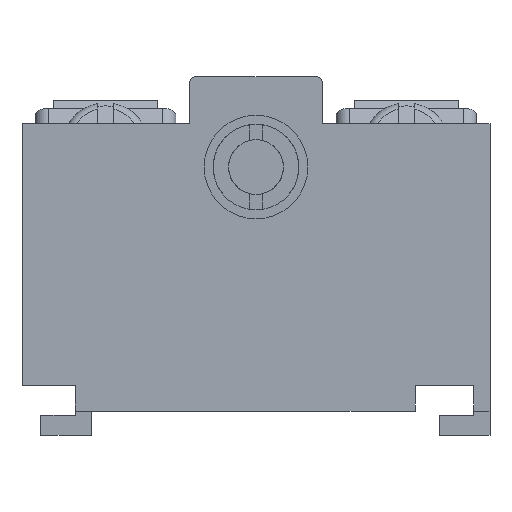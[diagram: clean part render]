
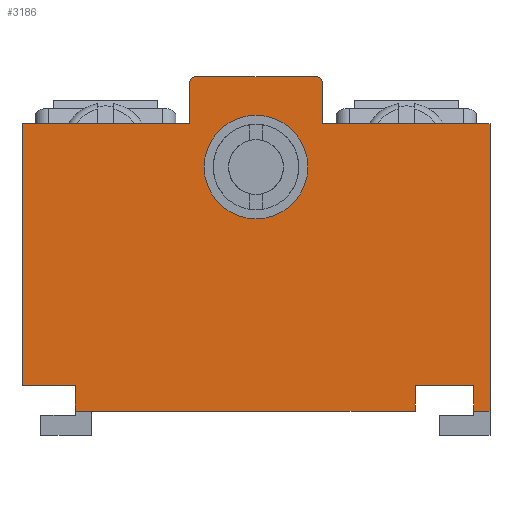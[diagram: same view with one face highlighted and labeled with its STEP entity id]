
A CAD part, front view. The second image highlights one B-rep face of the part: STEP entity #3186.
In plain terms, the highlighted planar face has unit normal (0, -1, 0).
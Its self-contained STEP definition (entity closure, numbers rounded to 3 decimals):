
#30 = ORIENTED_EDGE ( 'NONE', *, *, #2131, .T. ) ;
#118 = VECTOR ( 'NONE', #1821, 1000. ) ;
#164 = CIRCLE ( 'NONE', #5406, 0.5 ) ;
#170 = AXIS2_PLACEMENT_3D ( 'NONE', #6058, #3157, #2225 ) ;
#190 = VECTOR ( 'NONE', #3255, 1000. ) ;
#299 = DIRECTION ( 'NONE',  ( 0., 0., 1. ) ) ;
#355 = EDGE_CURVE ( 'NONE', #1999, #3897, #4585, .T. ) ;
#357 = ORIENTED_EDGE ( 'NONE', *, *, #3812, .F. ) ;
#404 = CARTESIAN_POINT ( 'NONE',  ( -17.5, -11., -10.6 ) ) ;
#428 = EDGE_LOOP ( 'NONE', ( #5273, #3922 ) ) ;
#448 = CARTESIAN_POINT ( 'NONE',  ( 0., -11., 5.75 ) ) ;
#464 = VECTOR ( 'NONE', #5770, 1000. ) ;
#552 = DIRECTION ( 'NONE',  ( 0., 0., -1. ) ) ;
#553 = EDGE_CURVE ( 'NONE', #1506, #752, #4806, .T. ) ;
#567 = CARTESIAN_POINT ( 'NONE',  ( -5., -11., 9. ) ) ;
#574 = CARTESIAN_POINT ( 'NONE',  ( 17.5, -11., -12.5 ) ) ;
#602 = VECTOR ( 'NONE', #6074, 1000. ) ;
#667 = DIRECTION ( 'NONE',  ( 0., 0., -1. ) ) ;
#685 = EDGE_CURVE ( 'NONE', #6040, #4012, #164, .T. ) ;
#742 = CARTESIAN_POINT ( 'NONE',  ( 5., -11., 12.5 ) ) ;
#752 = VERTEX_POINT ( 'NONE', #2146 ) ;
#865 = DIRECTION ( 'NONE',  ( 1., 0., 0. ) ) ;
#909 = CARTESIAN_POINT ( 'NONE',  ( 17.5, -11., 12.5 ) ) ;
#939 = VECTOR ( 'NONE', #667, 1000. ) ;
#1063 = CARTESIAN_POINT ( 'NONE',  ( 16.3, -11., -10.6 ) ) ;
#1065 = VERTEX_POINT ( 'NONE', #1483 ) ;
#1107 = LINE ( 'NONE', #3172, #190 ) ;
#1119 = EDGE_CURVE ( 'NONE', #3236, #2715, #1455, .T. ) ;
#1171 = ORIENTED_EDGE ( 'NONE', *, *, #5700, .T. ) ;
#1197 = VERTEX_POINT ( 'NONE', #3002 ) ;
#1285 = CARTESIAN_POINT ( 'NONE',  ( -4.5, -11., 12.5 ) ) ;
#1313 = LINE ( 'NONE', #5461, #939 ) ;
#1345 = VECTOR ( 'NONE', #1642, 1000. ) ;
#1455 = LINE ( 'NONE', #2606, #3234 ) ;
#1483 = CARTESIAN_POINT ( 'NONE',  ( -13.5, -11., -10.6 ) ) ;
#1493 = CARTESIAN_POINT ( 'NONE',  ( 17.5, -11., 9. ) ) ;
#1506 = VERTEX_POINT ( 'NONE', #4677 ) ;
#1574 = DIRECTION ( 'NONE',  ( 0., 0., 1. ) ) ;
#1585 = EDGE_CURVE ( 'NONE', #752, #1506, #4434, .T. ) ;
#1596 = VERTEX_POINT ( 'NONE', #4365 ) ;
#1642 = DIRECTION ( 'NONE',  ( 0., 0., -1. ) ) ;
#1707 = ORIENTED_EDGE ( 'NONE', *, *, #2421, .T. ) ;
#1748 = CARTESIAN_POINT ( 'NONE',  ( 5., -11., 9. ) ) ;
#1749 = ORIENTED_EDGE ( 'NONE', *, *, #355, .F. ) ;
#1821 = DIRECTION ( 'NONE',  ( 1., 0., 0. ) ) ;
#1924 = DIRECTION ( 'NONE',  ( 0., 1., 0. ) ) ;
#1932 = CARTESIAN_POINT ( 'NONE',  ( -17.5, -11., -10.6 ) ) ;
#1979 = EDGE_CURVE ( 'NONE', #3528, #4950, #2833, .T. ) ;
#1999 = VERTEX_POINT ( 'NONE', #4613 ) ;
#2024 = CARTESIAN_POINT ( 'NONE',  ( 17.5, -11., 12.5 ) ) ;
#2131 = EDGE_CURVE ( 'NONE', #1197, #3447, #5396, .T. ) ;
#2146 = CARTESIAN_POINT ( 'NONE',  ( 0., -11., 1.875 ) ) ;
#2150 = ORIENTED_EDGE ( 'NONE', *, *, #1979, .T. ) ;
#2225 = DIRECTION ( 'NONE',  ( 0., 0., 1. ) ) ;
#2294 = LINE ( 'NONE', #574, #4063 ) ;
#2382 = EDGE_LOOP ( 'NONE', ( #1171, #30, #3917, #4054, #1749, #3819, #3089, #357, #2150, #1707, #3932, #2598, #5339, #3876, #5080, #5035 ) ) ;
#2421 = EDGE_CURVE ( 'NONE', #4950, #4617, #1107, .T. ) ;
#2447 = LINE ( 'NONE', #4425, #6128 ) ;
#2451 = CARTESIAN_POINT ( 'NONE',  ( 11.9, -11., -10.6 ) ) ;
#2598 = ORIENTED_EDGE ( 'NONE', *, *, #1119, .F. ) ;
#2606 = CARTESIAN_POINT ( 'NONE',  ( -17.5, -11., 12.5 ) ) ;
#2646 = VERTEX_POINT ( 'NONE', #2451 ) ;
#2664 = VERTEX_POINT ( 'NONE', #5324 ) ;
#2715 = VERTEX_POINT ( 'NONE', #5342 ) ;
#2788 = DIRECTION ( 'NONE',  ( 0., 0., 1. ) ) ;
#2833 = CIRCLE ( 'NONE', #5610, 0.5 ) ;
#2856 = EDGE_CURVE ( 'NONE', #1596, #2646, #5766, .T. ) ;
#2956 = CARTESIAN_POINT ( 'NONE',  ( 11.9, -11., 0. ) ) ;
#3002 = CARTESIAN_POINT ( 'NONE',  ( 16.3, -11., -10.6 ) ) ;
#3010 = EDGE_CURVE ( 'NONE', #1065, #3795, #1313, .T. ) ;
#3089 = ORIENTED_EDGE ( 'NONE', *, *, #685, .T. ) ;
#3157 = DIRECTION ( 'NONE',  ( 0., 1., 0. ) ) ;
#3172 = CARTESIAN_POINT ( 'NONE',  ( -5., -11., 12.5 ) ) ;
#3184 = DIRECTION ( 'NONE',  ( 0., -1., 0. ) ) ;
#3186 = ADVANCED_FACE ( 'NONE', ( #3335, #3709 ), #3701, .F. ) ;
#3191 = VECTOR ( 'NONE', #1574, 1000. ) ;
#3233 = CARTESIAN_POINT ( 'NONE',  ( 5., -11., 12. ) ) ;
#3234 = VECTOR ( 'NONE', #4946, 1000. ) ;
#3236 = VERTEX_POINT ( 'NONE', #404 ) ;
#3255 = DIRECTION ( 'NONE',  ( 0., 0., -1. ) ) ;
#3285 = EDGE_CURVE ( 'NONE', #3897, #2664, #4683, .T. ) ;
#3335 = FACE_BOUND ( 'NONE', #428, .T. ) ;
#3375 = DIRECTION ( 'NONE',  ( 0., 0., 1. ) ) ;
#3447 = VERTEX_POINT ( 'NONE', #5970 ) ;
#3511 = DIRECTION ( 'NONE',  ( -1., 0., 0. ) ) ;
#3528 = VERTEX_POINT ( 'NONE', #1285 ) ;
#3686 = EDGE_CURVE ( 'NONE', #6040, #1999, #3930, .T. ) ;
#3701 = PLANE ( 'NONE',  #170 ) ;
#3709 = FACE_OUTER_BOUND ( 'NONE', #2382, .T. ) ;
#3795 = VERTEX_POINT ( 'NONE', #4663 ) ;
#3812 = EDGE_CURVE ( 'NONE', #3528, #4012, #4308, .T. ) ;
#3819 = ORIENTED_EDGE ( 'NONE', *, *, #3686, .F. ) ;
#3876 = ORIENTED_EDGE ( 'NONE', *, *, #3010, .T. ) ;
#3897 = VERTEX_POINT ( 'NONE', #1493 ) ;
#3917 = ORIENTED_EDGE ( 'NONE', *, *, #5236, .F. ) ;
#3922 = ORIENTED_EDGE ( 'NONE', *, *, #553, .T. ) ;
#3930 = LINE ( 'NONE', #742, #5127 ) ;
#3932 = ORIENTED_EDGE ( 'NONE', *, *, #3958, .T. ) ;
#3943 = EDGE_CURVE ( 'NONE', #3236, #1065, #5823, .T. ) ;
#3958 = EDGE_CURVE ( 'NONE', #4617, #2715, #4528, .T. ) ;
#4012 = VERTEX_POINT ( 'NONE', #5272 ) ;
#4025 = AXIS2_PLACEMENT_3D ( 'NONE', #448, #1924, #5264 ) ;
#4054 = ORIENTED_EDGE ( 'NONE', *, *, #3285, .F. ) ;
#4063 = VECTOR ( 'NONE', #3511, 1000. ) ;
#4236 = CARTESIAN_POINT ( 'NONE',  ( 4.5, -11., 12. ) ) ;
#4308 = LINE ( 'NONE', #909, #5744 ) ;
#4365 = CARTESIAN_POINT ( 'NONE',  ( 11.9, -11., -12.5 ) ) ;
#4381 = VECTOR ( 'NONE', #5363, 1000. ) ;
#4425 = CARTESIAN_POINT ( 'NONE',  ( 17.5, -11., -12.5 ) ) ;
#4434 = CIRCLE ( 'NONE', #4025, 3.875 ) ;
#4468 = VECTOR ( 'NONE', #552, 1000. ) ;
#4528 = LINE ( 'NONE', #567, #4381 ) ;
#4585 = LINE ( 'NONE', #1748, #602 ) ;
#4613 = CARTESIAN_POINT ( 'NONE',  ( 5., -11., 9. ) ) ;
#4617 = VERTEX_POINT ( 'NONE', #5777 ) ;
#4663 = CARTESIAN_POINT ( 'NONE',  ( -13.5, -11., -12.5 ) ) ;
#4677 = CARTESIAN_POINT ( 'NONE',  ( 0., -11., 9.625 ) ) ;
#4683 = LINE ( 'NONE', #2024, #4468 ) ;
#4774 = DIRECTION ( 'NONE',  ( 0., -1., 0. ) ) ;
#4806 = CIRCLE ( 'NONE', #5861, 3.875 ) ;
#4946 = DIRECTION ( 'NONE',  ( 0., 0., 1. ) ) ;
#4950 = VERTEX_POINT ( 'NONE', #6091 ) ;
#5035 = ORIENTED_EDGE ( 'NONE', *, *, #2856, .T. ) ;
#5080 = ORIENTED_EDGE ( 'NONE', *, *, #5249, .F. ) ;
#5119 = DIRECTION ( 'NONE',  ( 0., 1., 0. ) ) ;
#5127 = VECTOR ( 'NONE', #5639, 1000. ) ;
#5183 = CARTESIAN_POINT ( 'NONE',  ( 16.3, -11., -10.6 ) ) ;
#5236 = EDGE_CURVE ( 'NONE', #2664, #3447, #2447, .T. ) ;
#5249 = EDGE_CURVE ( 'NONE', #1596, #3795, #2294, .T. ) ;
#5264 = DIRECTION ( 'NONE',  ( 0., 0., 1. ) ) ;
#5272 = CARTESIAN_POINT ( 'NONE',  ( 4.5, -11., 12.5 ) ) ;
#5273 = ORIENTED_EDGE ( 'NONE', *, *, #1585, .T. ) ;
#5324 = CARTESIAN_POINT ( 'NONE',  ( 17.5, -11., -12.5 ) ) ;
#5339 = ORIENTED_EDGE ( 'NONE', *, *, #3943, .T. ) ;
#5342 = CARTESIAN_POINT ( 'NONE',  ( -17.5, -11., 9. ) ) ;
#5363 = DIRECTION ( 'NONE',  ( -1., 0., 0. ) ) ;
#5396 = LINE ( 'NONE', #1063, #1345 ) ;
#5406 = AXIS2_PLACEMENT_3D ( 'NONE', #4236, #4774, #3375 ) ;
#5461 = CARTESIAN_POINT ( 'NONE',  ( -13.5, -11., -12.8 ) ) ;
#5610 = AXIS2_PLACEMENT_3D ( 'NONE', #6061, #3184, #299 ) ;
#5639 = DIRECTION ( 'NONE',  ( 0., 0., -1. ) ) ;
#5700 = EDGE_CURVE ( 'NONE', #2646, #1197, #6229, .T. ) ;
#5744 = VECTOR ( 'NONE', #865, 1000. ) ;
#5766 = LINE ( 'NONE', #2956, #3191 ) ;
#5770 = DIRECTION ( 'NONE',  ( 1., 0., 0. ) ) ;
#5777 = CARTESIAN_POINT ( 'NONE',  ( -5., -11., 9. ) ) ;
#5823 = LINE ( 'NONE', #1932, #464 ) ;
#5861 = AXIS2_PLACEMENT_3D ( 'NONE', #6082, #5119, #2788 ) ;
#5933 = DIRECTION ( 'NONE',  ( -1., 0., 0. ) ) ;
#5970 = CARTESIAN_POINT ( 'NONE',  ( 16.3, -11., -12.5 ) ) ;
#6040 = VERTEX_POINT ( 'NONE', #3233 ) ;
#6058 = CARTESIAN_POINT ( 'NONE',  ( 0., -11., 0. ) ) ;
#6061 = CARTESIAN_POINT ( 'NONE',  ( -4.5, -11., 12. ) ) ;
#6074 = DIRECTION ( 'NONE',  ( 1., 0., 0. ) ) ;
#6082 = CARTESIAN_POINT ( 'NONE',  ( 0., -11., 5.75 ) ) ;
#6091 = CARTESIAN_POINT ( 'NONE',  ( -5., -11., 12. ) ) ;
#6128 = VECTOR ( 'NONE', #5933, 1000. ) ;
#6229 = LINE ( 'NONE', #5183, #118 ) ;
